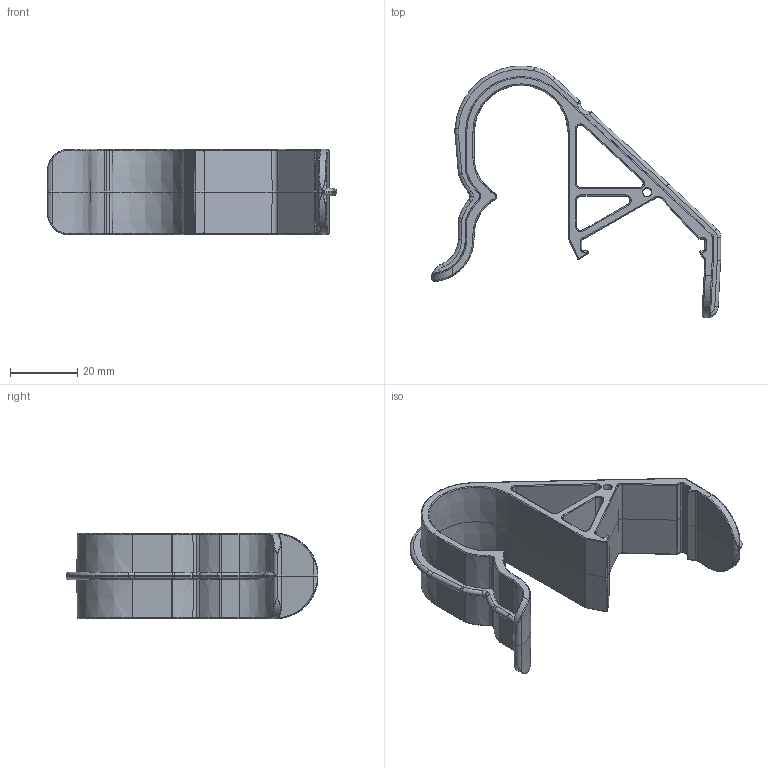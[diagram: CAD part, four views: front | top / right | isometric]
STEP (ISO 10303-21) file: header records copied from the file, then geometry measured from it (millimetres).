
FILE_DESCRIPTION (( 'STEP AP214' ), '1' );
FILE_NAME ('am-5402 Clip.STEP', '2024-09-05T13:35:46', ( '' ), ( '' ), 'SwSTEP 2.0', 'SolidWorks 2024', '' );
FILE_SCHEMA (( 'AUTOMOTIVE_DESIGN' ));
Length unit declared in the file: inch
Products named in the file (1): am-5402 Clip
Bounding box: 85.98 x 74.9 x 25.4 mm (x, y, z)
Volume: 18097.7 mm3; surface area: 14823 mm2
Topology: 1 solids, 1 shells, 403 faces, 940 edges, 531 vertices
Faces by surface type: torus 117, cone 100, cylinder 92, plane 69, bspline 19, sphere 6
Entity records: 12376 total; most frequent: CARTESIAN_POINT 3090, DIRECTION 2156, ORIENTED_EDGE 1860, EDGE_CURVE 930, AXIS2_PLACEMENT_3D 901, VERTEX_POINT 529, CIRCLE 516, EDGE_LOOP 409
